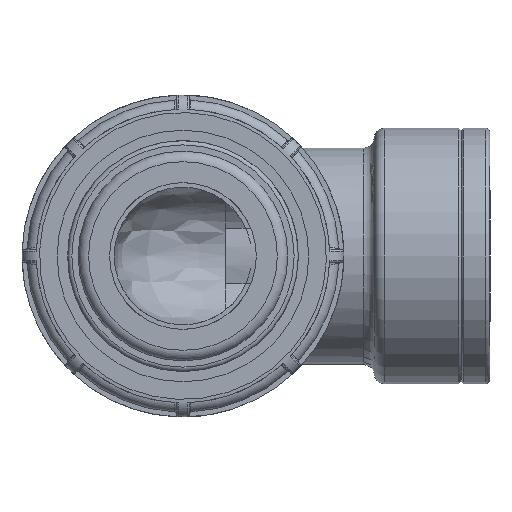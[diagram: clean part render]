
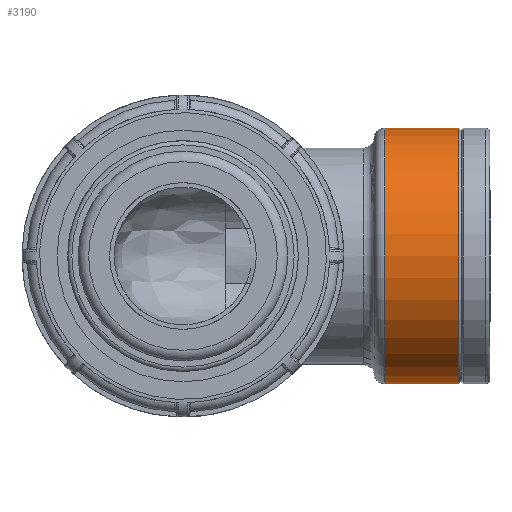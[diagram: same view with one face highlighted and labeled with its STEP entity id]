
A CAD part, left-side view. The second image highlights one B-rep face of the part: STEP entity #3190.
In plain terms, the highlighted cylindrical face has radius 29.149 mm (diameter 58.298 mm), a full revolution.
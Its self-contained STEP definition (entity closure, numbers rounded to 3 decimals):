
#63=FACE_BOUND('',#883,.T.);
#520=CYLINDRICAL_SURFACE('',#3511,29.149);
#679=FACE_OUTER_BOUND('',#882,.T.);
#882=EDGE_LOOP('',(#2831));
#883=EDGE_LOOP('',(#2832));
#1241=CIRCLE('',#3510,29.149);
#1242=CIRCLE('',#3512,29.149);
#1565=VERTEX_POINT('',#7019);
#1566=VERTEX_POINT('',#7022);
#2021=EDGE_CURVE('',#1565,#1565,#1241,.T.);
#2022=EDGE_CURVE('',#1566,#1566,#1242,.T.);
#2831=ORIENTED_EDGE('',*,*,#2022,.F.);
#2832=ORIENTED_EDGE('',*,*,#2021,.F.);
#3190=ADVANCED_FACE('',(#679,#63),#520,.T.);
#3510=AXIS2_PLACEMENT_3D('',#7020,#4273,#4274);
#3511=AXIS2_PLACEMENT_3D('',#7021,#4275,#4276);
#3512=AXIS2_PLACEMENT_3D('',#7023,#4277,#4278);
#4273=DIRECTION('center_axis',(0.,1.,0.));
#4274=DIRECTION('ref_axis',(-1.,0.,0.));
#4275=DIRECTION('center_axis',(0.,-1.,0.));
#4276=DIRECTION('ref_axis',(1.,0.,0.));
#4277=DIRECTION('center_axis',(0.,-1.,0.));
#4278=DIRECTION('ref_axis',(1.,0.,0.));
#7019=CARTESIAN_POINT('',(29.149,-45.99,0.));
#7020=CARTESIAN_POINT('Origin',(0.,-45.99,0.));
#7021=CARTESIAN_POINT('Origin',(0.,-53.25,0.));
#7022=CARTESIAN_POINT('',(29.149,-62.9,0.));
#7023=CARTESIAN_POINT('Origin',(0.,-62.9,0.));
